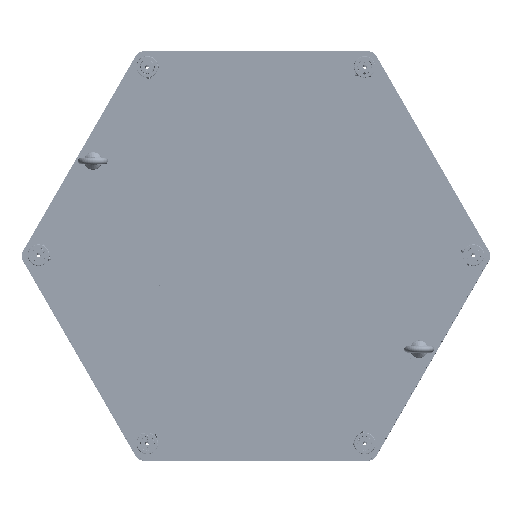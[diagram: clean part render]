
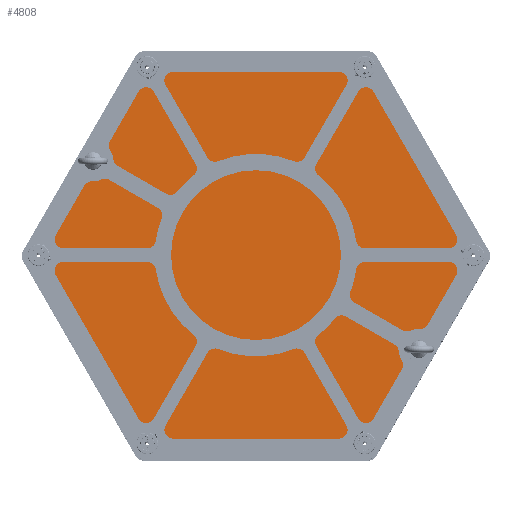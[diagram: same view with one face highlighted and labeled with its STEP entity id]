
A CAD part, top view. The second image highlights one B-rep face of the part: STEP entity #4808.
In plain terms, the highlighted planar face has unit normal (0, 0, 1).
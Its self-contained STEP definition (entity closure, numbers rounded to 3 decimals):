
#4808=ADVANCED_FACE('',(#12066,#12067,#12068,#12069,#12070,#12071,#12072,
#12073,#12074,#12075,#12076,#12077),#6181,.F.);
#6181=PLANE('',#29150);
#7317=LINE('',#39891,#9770);
#7321=LINE('',#39900,#9774);
#7325=LINE('',#39909,#9778);
#7329=LINE('',#39918,#9782);
#7333=LINE('',#39927,#9786);
#7335=LINE('',#39931,#9788);
#9770=VECTOR('',#32367,1.);
#9774=VECTOR('',#32373,1.);
#9778=VECTOR('',#32379,1.);
#9782=VECTOR('',#32385,1.);
#9786=VECTOR('',#32391,1.);
#9788=VECTOR('',#32395,1.);
#12066=FACE_BOUND('',#12554,.T.);
#12067=FACE_BOUND('',#12555,.T.);
#12068=FACE_BOUND('',#12556,.T.);
#12069=FACE_BOUND('',#12557,.T.);
#12070=FACE_BOUND('',#12558,.T.);
#12071=FACE_BOUND('',#12559,.T.);
#12072=FACE_BOUND('',#12560,.T.);
#12073=FACE_BOUND('',#12561,.T.);
#12074=FACE_BOUND('',#12562,.T.);
#12075=FACE_BOUND('',#12563,.T.);
#12076=FACE_BOUND('',#12564,.T.);
#12077=FACE_BOUND('',#12565,.T.);
#12554=EDGE_LOOP('',(#15015));
#12555=EDGE_LOOP('',(#15016));
#12556=EDGE_LOOP('',(#15017));
#12557=EDGE_LOOP('',(#15018));
#12558=EDGE_LOOP('',(#15019));
#12559=EDGE_LOOP('',(#15020));
#12560=EDGE_LOOP('',(#15021));
#12561=EDGE_LOOP('',(#15022));
#12562=EDGE_LOOP('',(#15023));
#12563=EDGE_LOOP('',(#15024));
#12564=EDGE_LOOP('',(#15025));
#12565=EDGE_LOOP('',(#15026,#15027,#15028,#15029,#15030,#15031,#15032,#15033,
#15034,#15035,#15036,#15037));
#15015=ORIENTED_EDGE('',*,*,#24442,.F.);
#15016=ORIENTED_EDGE('',*,*,#24443,.F.);
#15017=ORIENTED_EDGE('',*,*,#24444,.T.);
#15018=ORIENTED_EDGE('',*,*,#24445,.F.);
#15019=ORIENTED_EDGE('',*,*,#24446,.F.);
#15020=ORIENTED_EDGE('',*,*,#24447,.F.);
#15021=ORIENTED_EDGE('',*,*,#24448,.F.);
#15022=ORIENTED_EDGE('',*,*,#24449,.F.);
#15023=ORIENTED_EDGE('',*,*,#24450,.F.);
#15024=ORIENTED_EDGE('',*,*,#24451,.F.);
#15025=ORIENTED_EDGE('',*,*,#24452,.F.);
#15026=ORIENTED_EDGE('',*,*,#24420,.F.);
#15027=ORIENTED_EDGE('',*,*,#24453,.T.);
#15028=ORIENTED_EDGE('',*,*,#24438,.F.);
#15029=ORIENTED_EDGE('',*,*,#24454,.T.);
#15030=ORIENTED_EDGE('',*,*,#24436,.F.);
#15031=ORIENTED_EDGE('',*,*,#24455,.T.);
#15032=ORIENTED_EDGE('',*,*,#24432,.F.);
#15033=ORIENTED_EDGE('',*,*,#24456,.T.);
#15034=ORIENTED_EDGE('',*,*,#24428,.F.);
#15035=ORIENTED_EDGE('',*,*,#24457,.T.);
#15036=ORIENTED_EDGE('',*,*,#24424,.F.);
#15037=ORIENTED_EDGE('',*,*,#24458,.T.);
#21891=VERTEX_POINT('',#39890);
#21892=VERTEX_POINT('',#39892);
#21895=VERTEX_POINT('',#39899);
#21896=VERTEX_POINT('',#39901);
#21899=VERTEX_POINT('',#39908);
#21900=VERTEX_POINT('',#39910);
#21903=VERTEX_POINT('',#39917);
#21904=VERTEX_POINT('',#39919);
#21907=VERTEX_POINT('',#39926);
#21908=VERTEX_POINT('',#39928);
#21909=VERTEX_POINT('',#39932);
#21910=VERTEX_POINT('',#39933);
#21913=VERTEX_POINT('',#39941);
#21914=VERTEX_POINT('',#39943);
#21915=VERTEX_POINT('',#39945);
#21916=VERTEX_POINT('',#39947);
#21917=VERTEX_POINT('',#39949);
#21918=VERTEX_POINT('',#39951);
#21919=VERTEX_POINT('',#39953);
#21920=VERTEX_POINT('',#39955);
#21921=VERTEX_POINT('',#39957);
#21922=VERTEX_POINT('',#39959);
#21923=VERTEX_POINT('',#39961);
#24420=EDGE_CURVE('',#21891,#21892,#7317,.T.);
#24424=EDGE_CURVE('',#21895,#21896,#7321,.T.);
#24428=EDGE_CURVE('',#21899,#21900,#7325,.T.);
#24432=EDGE_CURVE('',#21903,#21904,#7329,.T.);
#24436=EDGE_CURVE('',#21907,#21908,#7333,.T.);
#24438=EDGE_CURVE('',#21909,#21910,#7335,.T.);
#24442=EDGE_CURVE('',#21913,#21913,#27908,.T.);
#24443=EDGE_CURVE('',#21914,#21914,#27909,.T.);
#24444=EDGE_CURVE('',#21915,#21915,#27910,.T.);
#24445=EDGE_CURVE('',#21916,#21916,#27911,.T.);
#24446=EDGE_CURVE('',#21917,#21917,#27912,.T.);
#24447=EDGE_CURVE('',#21918,#21918,#27913,.T.);
#24448=EDGE_CURVE('',#21919,#21919,#27914,.T.);
#24449=EDGE_CURVE('',#21920,#21920,#27915,.T.);
#24450=EDGE_CURVE('',#21921,#21921,#27916,.T.);
#24451=EDGE_CURVE('',#21922,#21922,#27917,.T.);
#24452=EDGE_CURVE('',#21923,#21923,#27918,.T.);
#24453=EDGE_CURVE('',#21891,#21910,#27919,.T.);
#24454=EDGE_CURVE('',#21909,#21908,#27920,.T.);
#24455=EDGE_CURVE('',#21907,#21904,#27921,.T.);
#24456=EDGE_CURVE('',#21903,#21900,#27922,.T.);
#24457=EDGE_CURVE('',#21899,#21896,#27923,.T.);
#24458=EDGE_CURVE('',#21895,#21892,#27924,.T.);
#27908=CIRCLE('',#29133,3.75);
#27909=CIRCLE('',#29134,3.75);
#27910=CIRCLE('',#29135,3.75);
#27911=CIRCLE('',#29136,3.75);
#27912=CIRCLE('',#29137,3.75);
#27913=CIRCLE('',#29138,3.25);
#27914=CIRCLE('',#29139,3.25);
#27915=CIRCLE('',#29140,3.25);
#27916=CIRCLE('',#29141,3.25);
#27917=CIRCLE('',#29142,3.25);
#27918=CIRCLE('',#29143,3.25);
#27919=CIRCLE('',#29144,6.5);
#27920=CIRCLE('',#29145,6.5);
#27921=CIRCLE('',#29146,6.5);
#27922=CIRCLE('',#29147,6.5);
#27923=CIRCLE('',#29148,6.5);
#27924=CIRCLE('',#29149,6.5);
#29133=AXIS2_PLACEMENT_3D('',#39940,#32401,#32402);
#29134=AXIS2_PLACEMENT_3D('',#39942,#32403,#32404);
#29135=AXIS2_PLACEMENT_3D('',#39944,#32405,#32406);
#29136=AXIS2_PLACEMENT_3D('',#39946,#32407,#32408);
#29137=AXIS2_PLACEMENT_3D('',#39948,#32409,#32410);
#29138=AXIS2_PLACEMENT_3D('',#39950,#32411,#32412);
#29139=AXIS2_PLACEMENT_3D('',#39952,#32413,#32414);
#29140=AXIS2_PLACEMENT_3D('',#39954,#32415,#32416);
#29141=AXIS2_PLACEMENT_3D('',#39956,#32417,#32418);
#29142=AXIS2_PLACEMENT_3D('',#39958,#32419,#32420);
#29143=AXIS2_PLACEMENT_3D('',#39960,#32421,#32422);
#29144=AXIS2_PLACEMENT_3D('',#39962,#32423,#32424);
#29145=AXIS2_PLACEMENT_3D('',#39963,#32425,#32426);
#29146=AXIS2_PLACEMENT_3D('',#39964,#32427,#32428);
#29147=AXIS2_PLACEMENT_3D('',#39965,#32429,#32430);
#29148=AXIS2_PLACEMENT_3D('',#39966,#32431,#32432);
#29149=AXIS2_PLACEMENT_3D('',#39967,#32433,#32434);
#29150=AXIS2_PLACEMENT_3D('',#39968,#32435,#32436);
#32367=DIRECTION('',(-0.5,0.866,0.));
#32373=DIRECTION('',(0.5,0.866,0.));
#32379=DIRECTION('',(1.,0.,0.));
#32385=DIRECTION('',(0.5,-0.866,0.));
#32391=DIRECTION('',(-0.5,-0.866,0.));
#32395=DIRECTION('',(-1.,0.,0.));
#32401=DIRECTION('',(0.,0.,1.));
#32402=DIRECTION('',(-1.,0.,0.));
#32403=DIRECTION('',(0.,0.,1.));
#32404=DIRECTION('',(-1.,0.,0.));
#32405=DIRECTION('',(0.,0.,-1.));
#32406=DIRECTION('',(-1.,0.,0.));
#32407=DIRECTION('',(0.,0.,1.));
#32408=DIRECTION('',(-1.,0.,0.));
#32409=DIRECTION('',(0.,0.,1.));
#32410=DIRECTION('',(-1.,0.,0.));
#32411=DIRECTION('',(0.,0.,1.));
#32412=DIRECTION('',(-1.,0.,0.));
#32413=DIRECTION('',(0.,0.,1.));
#32414=DIRECTION('',(-1.,0.,0.));
#32415=DIRECTION('',(0.,0.,1.));
#32416=DIRECTION('',(-1.,0.,0.));
#32417=DIRECTION('',(0.,0.,1.));
#32418=DIRECTION('',(-1.,0.,0.));
#32419=DIRECTION('',(0.,0.,1.));
#32420=DIRECTION('',(-1.,0.,0.));
#32421=DIRECTION('',(0.,0.,1.));
#32422=DIRECTION('',(-1.,0.,0.));
#32423=DIRECTION('',(0.,0.,1.));
#32424=DIRECTION('',(-1.,0.,0.));
#32425=DIRECTION('',(0.,0.,1.));
#32426=DIRECTION('',(-1.,0.,0.));
#32427=DIRECTION('',(0.,0.,1.));
#32428=DIRECTION('',(-1.,0.,0.));
#32429=DIRECTION('',(0.,0.,1.));
#32430=DIRECTION('',(-1.,0.,0.));
#32431=DIRECTION('',(0.,0.,1.));
#32432=DIRECTION('',(-1.,0.,0.));
#32433=DIRECTION('',(0.,0.,1.));
#32434=DIRECTION('',(-1.,0.,0.));
#32435=DIRECTION('',(0.,0.,-1.));
#32436=DIRECTION('',(-1.,0.,0.));
#39890=CARTESIAN_POINT('',(-88.479,-146.75,25.));
#39891=CARTESIAN_POINT('',(-86.603,-150.,25.));
#39892=CARTESIAN_POINT('',(-171.329,-3.25,25.));
#39899=CARTESIAN_POINT('',(-171.329,3.25,25.));
#39900=CARTESIAN_POINT('',(-173.205,0.,25.));
#39901=CARTESIAN_POINT('',(-88.479,146.75,25.));
#39908=CARTESIAN_POINT('',(-82.85,150.,25.));
#39909=CARTESIAN_POINT('',(-86.603,150.,25.));
#39910=CARTESIAN_POINT('',(82.85,150.,25.));
#39917=CARTESIAN_POINT('',(88.479,146.75,25.));
#39918=CARTESIAN_POINT('',(86.603,150.,25.));
#39919=CARTESIAN_POINT('',(171.329,3.25,25.));
#39926=CARTESIAN_POINT('',(171.329,-3.25,25.));
#39927=CARTESIAN_POINT('',(173.205,0.,25.));
#39928=CARTESIAN_POINT('',(88.479,-146.75,25.));
#39931=CARTESIAN_POINT('',(86.603,-150.,25.));
#39932=CARTESIAN_POINT('',(82.85,-150.,25.));
#39933=CARTESIAN_POINT('',(-82.85,-150.,25.));
#39940=CARTESIAN_POINT('',(120.,-69.282,25.));
#39941=CARTESIAN_POINT('',(116.25,-69.282,25.));
#39942=CARTESIAN_POINT('',(-120.,69.282,25.));
#39943=CARTESIAN_POINT('',(-123.75,69.282,25.));
#39944=CARTESIAN_POINT('',(-140.,-34.641,25.));
#39945=CARTESIAN_POINT('',(-143.75,-34.641,25.));
#39946=CARTESIAN_POINT('',(96.129,-55.5,25.));
#39947=CARTESIAN_POINT('',(92.379,-55.5,25.));
#39948=CARTESIAN_POINT('',(-96.129,55.5,25.));
#39949=CARTESIAN_POINT('',(-99.879,55.5,25.));
#39950=CARTESIAN_POINT('',(160.,0.,25.));
#39951=CARTESIAN_POINT('',(156.75,0.,25.));
#39952=CARTESIAN_POINT('',(80.,138.564,25.));
#39953=CARTESIAN_POINT('',(76.75,138.564,25.));
#39954=CARTESIAN_POINT('',(80.,-138.564,25.));
#39955=CARTESIAN_POINT('',(76.75,-138.564,25.));
#39956=CARTESIAN_POINT('',(-80.,138.564,25.));
#39957=CARTESIAN_POINT('',(-83.25,138.564,25.));
#39958=CARTESIAN_POINT('',(-80.,-138.564,25.));
#39959=CARTESIAN_POINT('',(-83.25,-138.564,25.));
#39960=CARTESIAN_POINT('',(-160.,0.,25.));
#39961=CARTESIAN_POINT('',(-163.25,0.,25.));
#39962=CARTESIAN_POINT('',(-82.85,-143.5,25.));
#39963=CARTESIAN_POINT('',(82.85,-143.5,25.));
#39964=CARTESIAN_POINT('',(165.7,0.,25.));
#39965=CARTESIAN_POINT('',(82.85,143.5,25.));
#39966=CARTESIAN_POINT('',(-82.85,143.5,25.));
#39967=CARTESIAN_POINT('',(-165.7,0.,25.));
#39968=CARTESIAN_POINT('',(0.,0.,25.));
